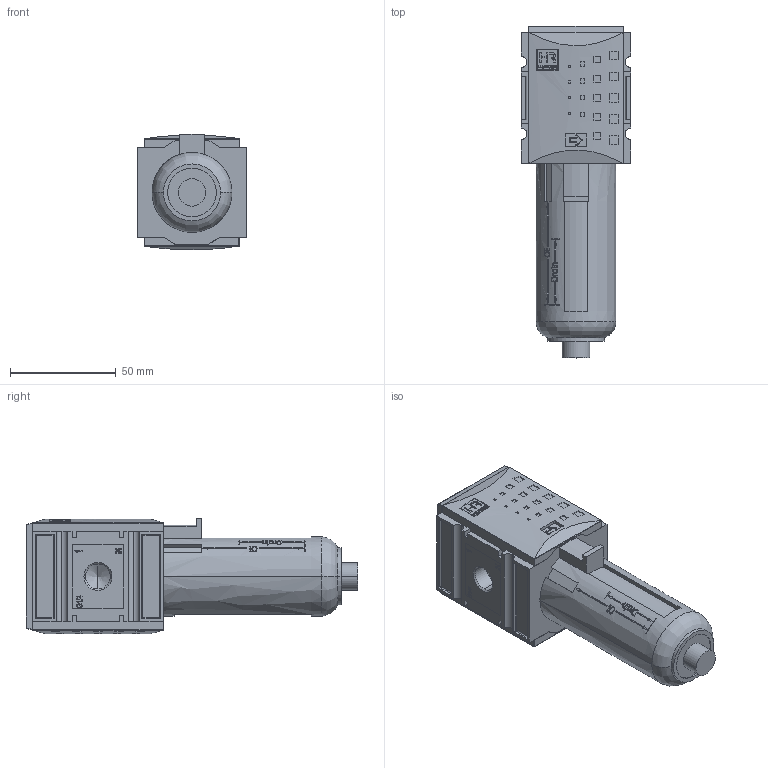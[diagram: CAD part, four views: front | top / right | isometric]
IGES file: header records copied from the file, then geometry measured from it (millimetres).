
Start section: SolidWorks IGES file using analytic representation for surfaces
Global section: file name: KAFI-114.IGS; native system: SolidWorks 2013; preprocessor: SolidWorks 2013; author: technolog; date: 140109.095406; units: millimetre
Bounding box: 52 x 157 x 54.59 mm (x, y, z)
Volume: 237426.6 mm3; surface area: 54727.2 mm2
Topology: 6 solids, 6 shells, 1105 faces, 6078 edges, 7863 vertices
Faces by surface type: plane 697, revolution 295, bspline 113
